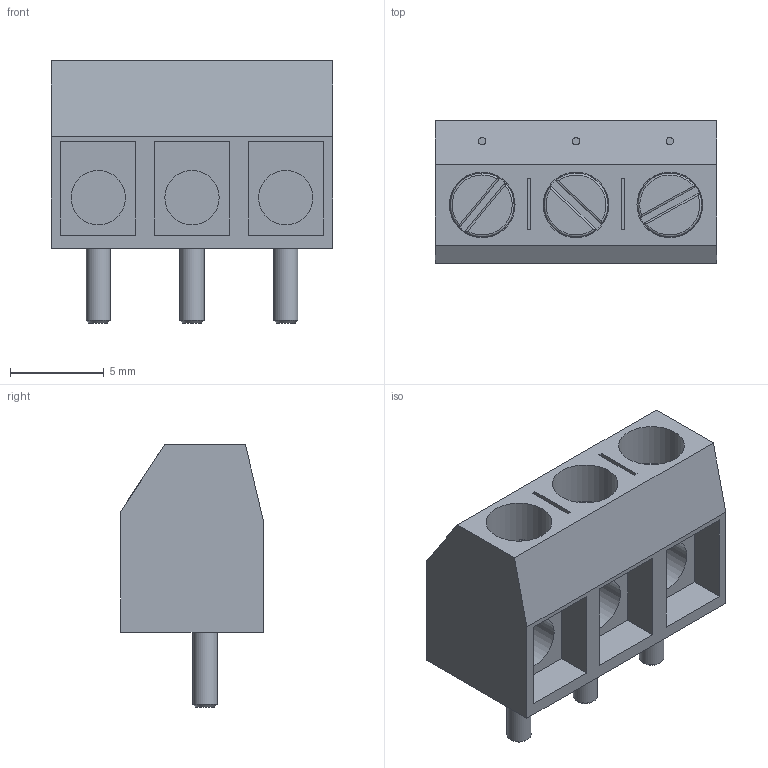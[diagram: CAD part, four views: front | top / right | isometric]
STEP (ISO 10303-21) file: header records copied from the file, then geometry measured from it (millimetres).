
FILE_DESCRIPTION(/* description */ ('Alibre Inc.'),/* implementation_level */ '2;1');
FILE_NAME(/* name */ 'export0',/* time_stamp */ '2015-04-06T12:10:20+03:00',/* author */ (''),/* organization */ (''),/* preprocessor_version */ 'ST-DEVELOPER v14',/* originating_system */ 'Alibre',/* authorisation */ '');
FILE_SCHEMA (('AUTOMOTIVE_DESIGN'));
Length unit declared in the file: centimetre
Bounding box: 15 x 7.6 x 14 mm (x, y, z)
Volume: 790.7 mm3; surface area: 1156.3 mm2
Topology: 1 solids, 1 shells, 90 faces, 192 edges, 124 vertices
Faces by surface type: plane 60, cylinder 21, torus 6, cone 3
Full cylindrical faces by diameter (mm): 0.4 x3, 1.3 x3, 2.9 x3, 3.4 x3, 3.5 x3
Entity records: 2437 total; most frequent: CARTESIAN_POINT 529, ORIENTED_EDGE 336, DIRECTION 315, EDGE_CURVE 168, AXIS2_PLACEMENT_3D 135, EDGE_LOOP 128, FACE_BOUND 128, VERTEX_POINT 118
